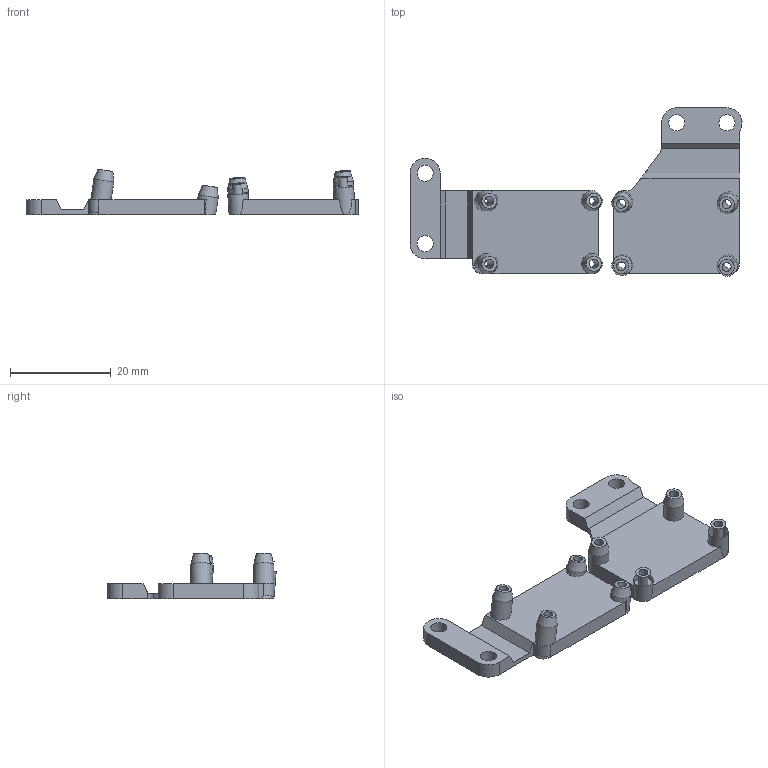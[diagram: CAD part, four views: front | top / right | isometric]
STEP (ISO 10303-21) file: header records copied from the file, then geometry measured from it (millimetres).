
FILE_DESCRIPTION(/* description */ (''),/* implementation_level */ '2;1');
FILE_NAME(/* name */ 'CamHolders v6.step',/* time_stamp */ '2022-08-04T17:46:09+02:00',/* author */ (''),/* organization */ (''),/* preprocessor_version */ 'ST-DEVELOPER v19',/* originating_system */ 'Autodesk Translation Framework v11.7.0.108',/* authorisation */ '');
FILE_SCHEMA (('AUTOMOTIVE_DESIGN { 1 0 10303 214 3 1 1 }'));
Length unit declared in the file: millimetre
Products named in the file (1): CamHolders
Bounding box: 65.99 x 33.48 x 9.06 mm (x, y, z)
Volume: 3702.7 mm3; surface area: 4029.2 mm2
Topology: 2 solids, 2 shells, 75 faces, 197 edges, 127 vertices
Faces by surface type: plane 34, cylinder 33, cone 8
Full cylindrical faces by diameter (mm): 1.8 x8, 3.2 x4, 4 x8
Entity records: 2440 total; most frequent: DIRECTION 442, CARTESIAN_POINT 422, ORIENTED_EDGE 394, EDGE_CURVE 197, AXIS2_PLACEMENT_3D 171, VERTEX_POINT 127, EDGE_LOOP 100, LINE 100
